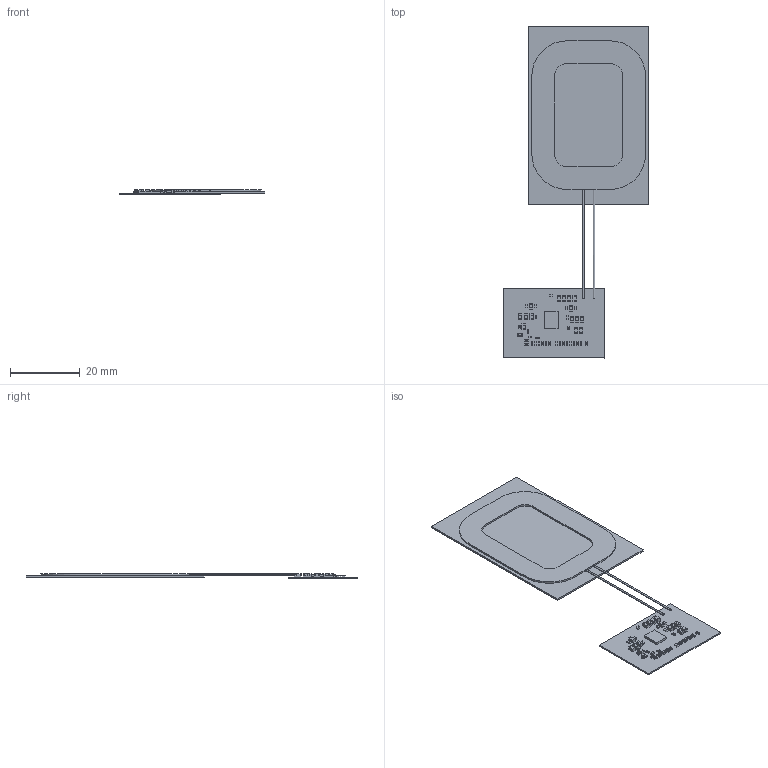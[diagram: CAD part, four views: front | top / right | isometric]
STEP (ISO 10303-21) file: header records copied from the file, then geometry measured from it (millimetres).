
FILE_DESCRIPTION((''),'2;1');
FILE_NAME('U15QR-6011_V1_4_20210526_ASM','2025-02-18T20:39:08',('刘威'),(''),'CREO PARAMETRIC BY PTC INC, 2021063','CREO PARAMETRIC BY PTC INC, 2021063','');
FILE_SCHEMA(('CONFIG_CONTROL_DESIGN','SHAPE_APPEARANCE_LAYERS_GROUPS'));
Length unit declared in the file: millimetre
Products named in the file (67): BOARD; R0402_1; R0402_2; R0402_ASM; R16_ASM; R15_ASM; EXTRUDED-10748; 722419872_ASM; EXTRUDED-11120; 722419464_ASM; C8_ASM; R14_ASM; R13_ASM; R11_ASM; R10_ASM; R9_ASM; R8_ASM; R7_ASM; R6_ASM; R5_ASM; R4_ASM; R3_ASM; R2_ASM; R1_ASM; EXTRUDED-11892; 722418784_ASM; EXTRUDED-12264; 722417696_ASM; C23_ASM; C22_ASM; EXTRUDED-12723; 722417424_ASM; C21_ASM; C20_ASM; C19_ASM; C18_ASM; C17_ASM; C16_ASM; C15_ASM; C14_ASM ...
Assembly tree (158 placements, depth 5):
  U15QR-6011_V1_4_20210526_ASM
    PCB_ASM
      BOARD
      R16_ASM
        R0402_ASM
          R0402_1
          R0402_2
      R15_ASM
        R0402_ASM
          R0402_1
          R0402_2
      C8_ASM
        722419872_ASM
          EXTRUDED-10748
        722419464_ASM  x2
          EXTRUDED-11120
      R14_ASM
        R0402_ASM
          R0402_1
          R0402_2
      R13_ASM
        R0402_ASM
          R0402_1
          R0402_2
      R11_ASM
        R0402_ASM
          R0402_1
          R0402_2
      R10_ASM
        R0402_ASM
          R0402_1
          R0402_2
      R9_ASM
        R0402_ASM
          R0402_1
          R0402_2
      R8_ASM
        R0402_ASM
          R0402_1
          R0402_2
      R7_ASM
        R0402_ASM
          R0402_1
          R0402_2
      R6_ASM
        R0402_ASM
          R0402_1
          R0402_2
      R5_ASM
        R0402_ASM
          R0402_1
          R0402_2
      R4_ASM
        R0402_ASM
          R0402_1
          R0402_2
      R3_ASM
        R0402_ASM
          R0402_1
          R0402_2
Bounding box: 41.75 x 95.01 x 1.41 mm (x, y, z)
Volume: 1536.9 mm3; surface area: 6791.9 mm2
Topology: 120 solids, 120 shells, 1890 faces, 4585 edges, 3054 vertices
Faces by surface type: plane 1353, extrusion 510, cylinder 23, sphere 4
Entity records: 12603 total; most frequent: CARTESIAN_POINT 2893, DIRECTION 1769, ORIENTED_EDGE 994, AXIS2_PLACEMENT_3D 676, PRESENTATION_STYLE_ASSIGNMENT 627, STYLED_ITEM 567, CURVE_STYLE 556, EDGE_CURVE 497
